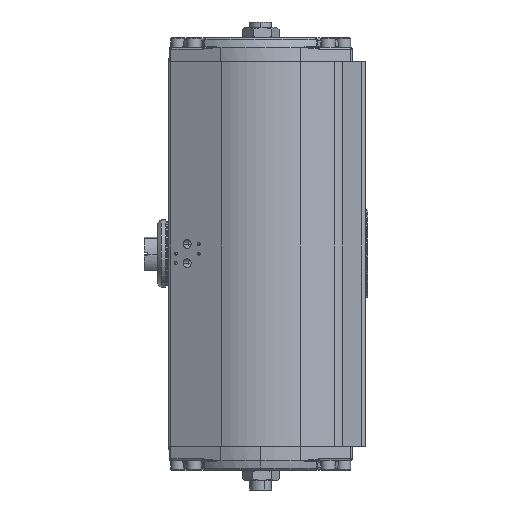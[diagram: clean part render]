
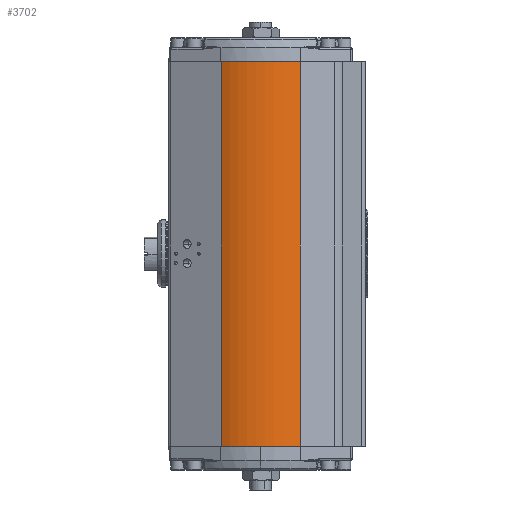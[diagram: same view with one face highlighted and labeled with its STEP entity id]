
A CAD part, left-side view. The second image highlights one B-rep face of the part: STEP entity #3702.
In plain terms, the highlighted cylindrical face has radius 110 mm (diameter 220 mm), a partial arc.
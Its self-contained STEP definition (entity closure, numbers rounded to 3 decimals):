
#151 = VERTEX_POINT ( 'NONE', #15012 ) ;
#1293 = ORIENTED_EDGE ( 'NONE', *, *, #23274, .T. ) ;
#2173 = VECTOR ( 'NONE', #12806, 1000. ) ;
#2185 = CYLINDRICAL_SURFACE ( 'NONE', #15367, 110. ) ;
#3209 = FACE_OUTER_BOUND ( 'NONE', #22573, .T. ) ;
#3702 = ADVANCED_FACE ( 'Defeatured_0_9', ( #3209 ), #2185, .T. ) ;
#3911 = CARTESIAN_POINT ( 'NONE',  ( -98.282, -49.404, -481. ) ) ;
#4920 = CARTESIAN_POINT ( 'NONE',  ( -98.282, -49.404, 0. ) ) ;
#4979 = AXIS2_PLACEMENT_3D ( 'NONE', #14256, #18385, #8486 ) ;
#6436 = CARTESIAN_POINT ( 'NONE',  ( 0., 0., 0. ) ) ;
#7012 = CARTESIAN_POINT ( 'NONE',  ( -98.282, -49.404, -481. ) ) ;
#7183 = DIRECTION ( 'NONE',  ( 0., 0., 1. ) ) ;
#7412 = DIRECTION ( 'NONE',  ( 1., 0., 0. ) ) ;
#8486 = DIRECTION ( 'NONE',  ( 1., 0., 0. ) ) ;
#8539 = DIRECTION ( 'NONE',  ( 0., 0., 1. ) ) ;
#9052 = EDGE_CURVE ( 'Defeatured_0_5+Defeatured_0_9+Defeatured_0_2+Defeatured_0_3', #20937, #151, #18144, .T. ) ;
#9649 = LINE ( 'NONE', #7012, #2173 ) ;
#10582 = DIRECTION ( 'NONE',  ( 0., 0., 1. ) ) ;
#12806 = DIRECTION ( 'NONE',  ( 0., 0., 1. ) ) ;
#13363 = CARTESIAN_POINT ( 'NONE',  ( -98.337, 49.292, -481. ) ) ;
#13711 = VECTOR ( 'NONE', #7183, 1000. ) ;
#14256 = CARTESIAN_POINT ( 'NONE',  ( 0., 0., -481. ) ) ;
#15012 = CARTESIAN_POINT ( 'NONE',  ( -98.337, 49.292, 0. ) ) ;
#15367 = AXIS2_PLACEMENT_3D ( 'NONE', #20398, #10582, #7412 ) ;
#18144 = LINE ( 'NONE', #31099, #13711 ) ;
#18219 = VERTEX_POINT ( 'NONE', #4920 ) ;
#18385 = DIRECTION ( 'NONE',  ( 0., 0., 1. ) ) ;
#19263 = ORIENTED_EDGE ( 'NONE', *, *, #9052, .F. ) ;
#19754 = VERTEX_POINT ( 'NONE', #3911 ) ;
#20398 = CARTESIAN_POINT ( 'NONE',  ( 0., 0., -481. ) ) ;
#20937 = VERTEX_POINT ( 'NONE', #13363 ) ;
#22573 = EDGE_LOOP ( 'NONE', ( #29901, #19263, #1293, #31449 ) ) ;
#23274 = EDGE_CURVE ( 'Defeatured_0_9+Defeatured_0_2+Defeatured_0_5+Defeatured_0_8', #20937, #19754, #28529, .T. ) ;
#23605 = AXIS2_PLACEMENT_3D ( 'NONE', #6436, #8539, #29316 ) ;
#24181 = CIRCLE ( 'NONE', #23605, 110. ) ;
#26072 = EDGE_CURVE ( 'Defeatured_0_3+Defeatured_0_9+Defeatured_0_5+Defeatured_0_8', #151, #18219, #24181, .T. ) ;
#28529 = CIRCLE ( 'NONE', #4979, 110. ) ;
#29316 = DIRECTION ( 'NONE',  ( 1., 0., 0. ) ) ;
#29901 = ORIENTED_EDGE ( 'NONE', *, *, #26072, .F. ) ;
#31099 = CARTESIAN_POINT ( 'NONE',  ( -98.337, 49.292, -481. ) ) ;
#31449 = ORIENTED_EDGE ( 'NONE', *, *, #31674, .T. ) ;
#31674 = EDGE_CURVE ( 'Defeatured_0_9+Defeatured_0_8+Defeatured_0_2+Defeatured_0_3', #19754, #18219, #9649, .T. ) ;
